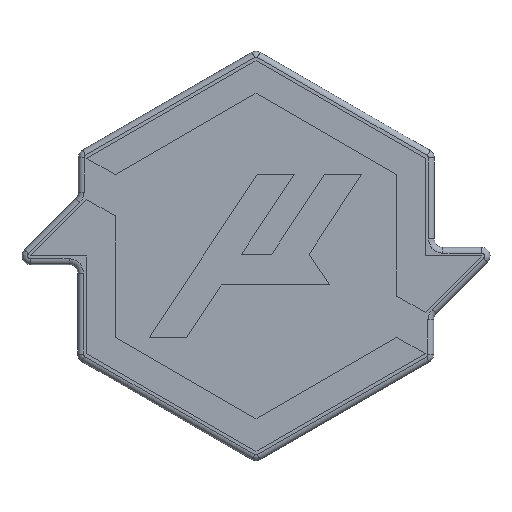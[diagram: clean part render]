
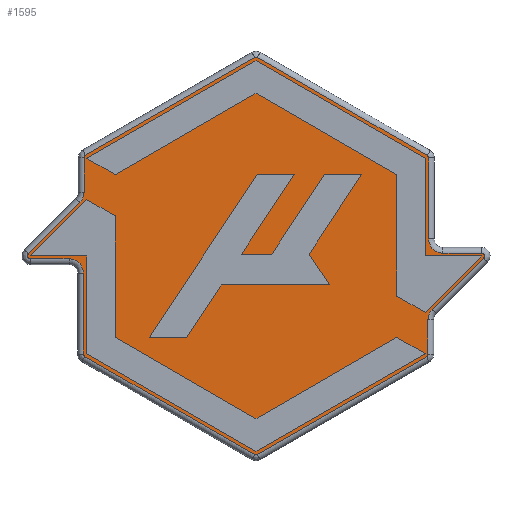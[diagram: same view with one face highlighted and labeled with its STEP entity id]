
A CAD part, front view. The second image highlights one B-rep face of the part: STEP entity #1595.
In plain terms, the highlighted planar face has unit normal (0, -1, 0).
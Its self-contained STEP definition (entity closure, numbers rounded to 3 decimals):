
#33=PLANE('',#1757);
#89=LINE('',#2348,#248);
#91=LINE('',#2368,#250);
#93=LINE('',#2380,#252);
#95=LINE('',#2406,#254);
#97=LINE('',#2418,#256);
#99=LINE('',#2438,#258);
#101=LINE('',#2458,#260);
#103=LINE('',#2478,#262);
#105=LINE('',#2490,#264);
#107=LINE('',#2516,#266);
#109=LINE('',#2528,#268);
#110=LINE('',#2544,#269);
#248=VECTOR('',#1853,10.);
#250=VECTOR('',#1865,10.);
#252=VECTOR('',#1879,10.);
#254=VECTOR('',#1891,10.);
#256=VECTOR('',#1905,10.);
#258=VECTOR('',#1917,10.);
#260=VECTOR('',#1929,10.);
#262=VECTOR('',#1941,10.);
#264=VECTOR('',#1955,10.);
#266=VECTOR('',#1967,10.);
#268=VECTOR('',#1981,10.);
#269=VECTOR('',#1990,10.);
#472=FACE_OUTER_BOUND('',#571,.T.);
#571=EDGE_LOOP('',(#1233,#1234,#1235,#1236,#1237,#1238,#1239,#1240,#1241,
#1242,#1243,#1244,#1245,#1246,#1247,#1248,#1249,#1250,#1251,#1252,#1253,
#1254,#1255,#1256));
#641=CIRCLE('',#1676,1.);
#647=CIRCLE('',#1683,1.);
#651=CIRCLE('',#1689,5.);
#655=CIRCLE('',#1694,1.);
#659=CIRCLE('',#1700,5.);
#663=CIRCLE('',#1705,1.);
#667=CIRCLE('',#1710,1.);
#671=CIRCLE('',#1715,1.);
#675=CIRCLE('',#1721,5.);
#679=CIRCLE('',#1726,1.);
#683=CIRCLE('',#1732,5.);
#687=CIRCLE('',#1737,1.);
#713=VERTEX_POINT('',#2336);
#714=VERTEX_POINT('',#2338);
#716=VERTEX_POINT('',#2344);
#718=VERTEX_POINT('',#2358);
#720=VERTEX_POINT('',#2364);
#722=VERTEX_POINT('',#2370);
#724=VERTEX_POINT('',#2376);
#726=VERTEX_POINT('',#2396);
#728=VERTEX_POINT('',#2402);
#730=VERTEX_POINT('',#2408);
#732=VERTEX_POINT('',#2414);
#734=VERTEX_POINT('',#2428);
#736=VERTEX_POINT('',#2434);
#738=VERTEX_POINT('',#2448);
#740=VERTEX_POINT('',#2454);
#742=VERTEX_POINT('',#2468);
#744=VERTEX_POINT('',#2474);
#746=VERTEX_POINT('',#2480);
#748=VERTEX_POINT('',#2486);
#750=VERTEX_POINT('',#2506);
#752=VERTEX_POINT('',#2512);
#754=VERTEX_POINT('',#2518);
#756=VERTEX_POINT('',#2524);
#758=VERTEX_POINT('',#2538);
#859=EDGE_CURVE('',#713,#714,#641,.T.);
#864=EDGE_CURVE('',#714,#716,#89,.T.);
#867=EDGE_CURVE('',#716,#718,#647,.T.);
#870=EDGE_CURVE('',#718,#720,#91,.T.);
#873=EDGE_CURVE('',#720,#722,#651,.T.);
#876=EDGE_CURVE('',#722,#724,#93,.T.);
#879=EDGE_CURVE('',#724,#726,#655,.T.);
#882=EDGE_CURVE('',#726,#728,#95,.T.);
#885=EDGE_CURVE('',#728,#730,#659,.T.);
#888=EDGE_CURVE('',#730,#732,#97,.T.);
#891=EDGE_CURVE('',#732,#734,#663,.T.);
#894=EDGE_CURVE('',#734,#736,#99,.T.);
#897=EDGE_CURVE('',#736,#738,#667,.T.);
#900=EDGE_CURVE('',#738,#740,#101,.T.);
#903=EDGE_CURVE('',#740,#742,#671,.T.);
#906=EDGE_CURVE('',#742,#744,#103,.T.);
#909=EDGE_CURVE('',#744,#746,#675,.T.);
#912=EDGE_CURVE('',#746,#748,#105,.T.);
#915=EDGE_CURVE('',#748,#750,#679,.T.);
#918=EDGE_CURVE('',#750,#752,#107,.T.);
#921=EDGE_CURVE('',#752,#754,#683,.T.);
#924=EDGE_CURVE('',#754,#756,#109,.T.);
#927=EDGE_CURVE('',#756,#758,#687,.T.);
#928=EDGE_CURVE('',#758,#713,#110,.T.);
#1233=ORIENTED_EDGE('',*,*,#859,.F.);
#1234=ORIENTED_EDGE('',*,*,#928,.F.);
#1235=ORIENTED_EDGE('',*,*,#927,.F.);
#1236=ORIENTED_EDGE('',*,*,#924,.F.);
#1237=ORIENTED_EDGE('',*,*,#921,.F.);
#1238=ORIENTED_EDGE('',*,*,#918,.F.);
#1239=ORIENTED_EDGE('',*,*,#915,.F.);
#1240=ORIENTED_EDGE('',*,*,#912,.F.);
#1241=ORIENTED_EDGE('',*,*,#909,.F.);
#1242=ORIENTED_EDGE('',*,*,#906,.F.);
#1243=ORIENTED_EDGE('',*,*,#903,.F.);
#1244=ORIENTED_EDGE('',*,*,#900,.F.);
#1245=ORIENTED_EDGE('',*,*,#897,.F.);
#1246=ORIENTED_EDGE('',*,*,#894,.F.);
#1247=ORIENTED_EDGE('',*,*,#891,.F.);
#1248=ORIENTED_EDGE('',*,*,#888,.F.);
#1249=ORIENTED_EDGE('',*,*,#885,.F.);
#1250=ORIENTED_EDGE('',*,*,#882,.F.);
#1251=ORIENTED_EDGE('',*,*,#879,.F.);
#1252=ORIENTED_EDGE('',*,*,#876,.F.);
#1253=ORIENTED_EDGE('',*,*,#873,.F.);
#1254=ORIENTED_EDGE('',*,*,#870,.F.);
#1255=ORIENTED_EDGE('',*,*,#867,.F.);
#1256=ORIENTED_EDGE('',*,*,#864,.F.);
#1595=ADVANCED_FACE('',(#472),#33,.T.);
#1676=AXIS2_PLACEMENT_3D('',#2339,#1842,#1843);
#1683=AXIS2_PLACEMENT_3D('',#2362,#1858,#1859);
#1689=AXIS2_PLACEMENT_3D('',#2374,#1872,#1873);
#1694=AXIS2_PLACEMENT_3D('',#2400,#1884,#1885);
#1700=AXIS2_PLACEMENT_3D('',#2412,#1898,#1899);
#1705=AXIS2_PLACEMENT_3D('',#2432,#1910,#1911);
#1710=AXIS2_PLACEMENT_3D('',#2452,#1922,#1923);
#1715=AXIS2_PLACEMENT_3D('',#2472,#1934,#1935);
#1721=AXIS2_PLACEMENT_3D('',#2484,#1948,#1949);
#1726=AXIS2_PLACEMENT_3D('',#2510,#1960,#1961);
#1732=AXIS2_PLACEMENT_3D('',#2522,#1974,#1975);
#1737=AXIS2_PLACEMENT_3D('',#2542,#1986,#1987);
#1757=AXIS2_PLACEMENT_3D('',#2596,#2047,#2048);
#1842=DIRECTION('center_axis',(0.,1.,0.));
#1843=DIRECTION('ref_axis',(0.,0.,1.));
#1853=DIRECTION('',(0.866,0.,-0.5));
#1858=DIRECTION('center_axis',(0.,1.,0.));
#1859=DIRECTION('ref_axis',(0.866,0.,0.5));
#1865=DIRECTION('',(0.,0.,-1.));
#1872=DIRECTION('center_axis',(0.,-1.,0.));
#1873=DIRECTION('ref_axis',(-0.707,0.,-0.707));
#1879=DIRECTION('',(1.,0.,0.));
#1884=DIRECTION('center_axis',(0.,1.,0.));
#1885=DIRECTION('ref_axis',(0.924,0.,0.383));
#1891=DIRECTION('',(-0.707,0.,-0.707));
#1898=DIRECTION('center_axis',(0.,-1.,0.));
#1899=DIRECTION('ref_axis',(-0.924,0.,0.383));
#1905=DIRECTION('',(0.,0.,-1.));
#1910=DIRECTION('center_axis',(0.,1.,0.));
#1911=DIRECTION('ref_axis',(0.866,0.,-0.5));
#1917=DIRECTION('',(-0.866,0.,-0.5));
#1922=DIRECTION('center_axis',(0.,1.,0.));
#1923=DIRECTION('ref_axis',(0.,0.,-1.));
#1929=DIRECTION('',(-0.866,0.,0.5));
#1934=DIRECTION('center_axis',(0.,1.,0.));
#1935=DIRECTION('ref_axis',(-0.866,0.,-0.5));
#1941=DIRECTION('',(0.,0.,1.));
#1948=DIRECTION('center_axis',(0.,-1.,0.));
#1949=DIRECTION('ref_axis',(0.707,0.,0.707));
#1955=DIRECTION('',(-1.,0.,0.));
#1960=DIRECTION('center_axis',(0.,1.,0.));
#1961=DIRECTION('ref_axis',(-0.924,0.,-0.383));
#1967=DIRECTION('',(0.707,0.,0.707));
#1974=DIRECTION('center_axis',(0.,-1.,0.));
#1975=DIRECTION('ref_axis',(0.924,0.,-0.383));
#1981=DIRECTION('',(0.,0.,1.));
#1986=DIRECTION('center_axis',(0.,1.,0.));
#1987=DIRECTION('ref_axis',(-0.866,0.,0.5));
#1990=DIRECTION('',(0.866,0.,0.5));
#2047=DIRECTION('center_axis',(0.,-1.,0.));
#2048=DIRECTION('ref_axis',(0.,0.,-1.));
#2336=CARTESIAN_POINT('',(-0.5,5.,169.571));
#2338=CARTESIAN_POINT('',(0.5,5.,169.571));
#2339=CARTESIAN_POINT('Origin',(0.,5.,168.705));
#2344=CARTESIAN_POINT('',(60.,5.,135.218));
#2348=CARTESIAN_POINT('',(45.875,5.,143.373));
#2358=CARTESIAN_POINT('',(60.5,5.,134.352));
#2362=CARTESIAN_POINT('Origin',(59.5,5.,134.352));
#2364=CARTESIAN_POINT('',(60.5,5.,106.));
#2368=CARTESIAN_POINT('',(60.5,5.,101.5));
#2370=CARTESIAN_POINT('',(65.5,5.,101.));
#2374=CARTESIAN_POINT('Origin',(65.5,5.,106.));
#2376=CARTESIAN_POINT('',(79.,5.,101.));
#2380=CARTESIAN_POINT('',(39.5,5.,101.));
#2396=CARTESIAN_POINT('',(79.707,5.,99.293));
#2400=CARTESIAN_POINT('Origin',(79.,5.,100.));
#2402=CARTESIAN_POINT('',(61.714,5.,81.3));
#2406=CARTESIAN_POINT('',(50.961,5.,70.547));
#2408=CARTESIAN_POINT('',(60.25,5.,77.765));
#2412=CARTESIAN_POINT('Origin',(65.25,5.,77.765));
#2414=CARTESIAN_POINT('',(60.25,5.,65.503));
#2418=CARTESIAN_POINT('',(60.25,5.,81.886));
#2428=CARTESIAN_POINT('',(59.75,5.,64.637));
#2432=CARTESIAN_POINT('Origin',(59.25,5.,65.503));
#2434=CARTESIAN_POINT('',(0.5,5.,30.429));
#2438=CARTESIAN_POINT('',(14.625,5.,38.584));
#2448=CARTESIAN_POINT('',(-0.5,5.,30.429));
#2452=CARTESIAN_POINT('Origin',(0.,5.,31.295));
#2454=CARTESIAN_POINT('',(-60.,5.,64.782));
#2458=CARTESIAN_POINT('',(-45.875,5.,56.627));
#2468=CARTESIAN_POINT('',(-60.5,5.,65.648));
#2472=CARTESIAN_POINT('Origin',(-59.5,5.,65.648));
#2474=CARTESIAN_POINT('',(-60.5,5.,94.));
#2478=CARTESIAN_POINT('',(-60.5,5.,98.5));
#2480=CARTESIAN_POINT('',(-65.5,5.,99.));
#2484=CARTESIAN_POINT('Origin',(-65.5,5.,94.));
#2486=CARTESIAN_POINT('',(-79.,5.,99.));
#2490=CARTESIAN_POINT('',(-39.5,5.,99.));
#2506=CARTESIAN_POINT('',(-79.707,5.,100.707));
#2510=CARTESIAN_POINT('Origin',(-79.,5.,100.));
#2512=CARTESIAN_POINT('',(-61.714,5.,118.7));
#2516=CARTESIAN_POINT('',(-50.961,5.,129.453));
#2518=CARTESIAN_POINT('',(-60.25,5.,122.235));
#2522=CARTESIAN_POINT('Origin',(-65.25,5.,122.235));
#2524=CARTESIAN_POINT('',(-60.25,5.,134.497));
#2528=CARTESIAN_POINT('',(-60.25,5.,118.114));
#2538=CARTESIAN_POINT('',(-59.75,5.,135.363));
#2542=CARTESIAN_POINT('Origin',(-59.25,5.,134.497));
#2544=CARTESIAN_POINT('',(-14.625,5.,161.416));
#2596=CARTESIAN_POINT('Origin',(0.,5.,100.));
